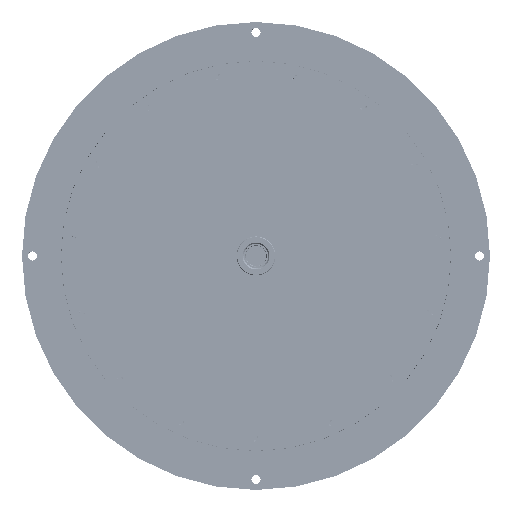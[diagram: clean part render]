
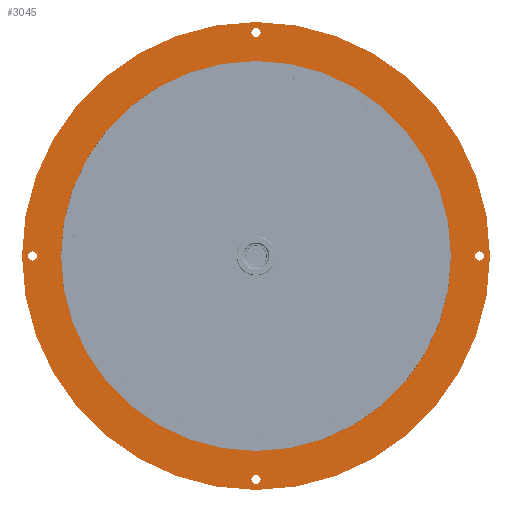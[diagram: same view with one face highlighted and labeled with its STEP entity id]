
A CAD part, top view. The second image highlights one B-rep face of the part: STEP entity #3045.
In plain terms, the highlighted planar face has unit normal (0, 0, 1).
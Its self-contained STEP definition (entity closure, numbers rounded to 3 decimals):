
#3045=ADVANCED_FACE('',(#8978,#8979,#8980,#8981,#8982,#8983),#8984,.F.);
#8978=FACE_OUTER_BOUND('',#20402,.T.);
#8979=FACE_BOUND('',#20403,.T.);
#8980=FACE_BOUND('',#20404,.T.);
#8981=FACE_BOUND('',#20405,.T.);
#8982=FACE_BOUND('',#20406,.T.);
#8983=FACE_BOUND('',#20407,.T.);
#8984=PLANE('',#20408);
#20402=EDGE_LOOP('',(#32017));
#20403=EDGE_LOOP('',(#32018));
#20404=EDGE_LOOP('',(#32019));
#20405=EDGE_LOOP('',(#32020));
#20406=EDGE_LOOP('',(#32021));
#20407=EDGE_LOOP('',(#32022));
#20408=AXIS2_PLACEMENT_3D('',#32023,#32024,#32025);
#32017=ORIENTED_EDGE('',*,*,#52089,.F.);
#32018=ORIENTED_EDGE('',*,*,#52090,.T.);
#32019=ORIENTED_EDGE('',*,*,#52091,.T.);
#32020=ORIENTED_EDGE('',*,*,#52092,.T.);
#32021=ORIENTED_EDGE('',*,*,#52093,.T.);
#32022=ORIENTED_EDGE('',*,*,#52094,.F.);
#32023=CARTESIAN_POINT('',(0.,0.,0.));
#32024=DIRECTION('',(0.0,0.,-1.0));
#32025=DIRECTION('',(-1.0,0.0,0.0));
#52089=EDGE_CURVE('',#59404,#59404,#59405,.T.);
#52090=EDGE_CURVE('',#59406,#59406,#59407,.T.);
#52091=EDGE_CURVE('',#59408,#59408,#59409,.T.);
#52092=EDGE_CURVE('',#59410,#59410,#59411,.T.);
#52093=EDGE_CURVE('',#59412,#59412,#59413,.T.);
#52094=EDGE_CURVE('',#59414,#59414,#59415,.T.);
#59404=VERTEX_POINT('',#70603);
#59405=CIRCLE('',#70604,180.022);
#59406=VERTEX_POINT('',#70605);
#59407=CIRCLE('',#70606,3.5);
#59408=VERTEX_POINT('',#70607);
#59409=CIRCLE('',#70608,3.5);
#59410=VERTEX_POINT('',#70609);
#59411=CIRCLE('',#70610,3.5);
#59412=VERTEX_POINT('',#70611);
#59413=CIRCLE('',#70612,3.5);
#59414=VERTEX_POINT('',#70613);
#59415=CIRCLE('',#70614,150.122);
#70603=CARTESIAN_POINT('',(-180.022,0.,0.));
#70604=AXIS2_PLACEMENT_3D('',#83189,#83190,#83191);
#70605=CARTESIAN_POINT('',(0.,-168.522,0.));
#70606=AXIS2_PLACEMENT_3D('',#83192,#83193,#83194);
#70607=CARTESIAN_POINT('',(-172.022,3.5,0.));
#70608=AXIS2_PLACEMENT_3D('',#83195,#83196,#83197);
#70609=CARTESIAN_POINT('',(0.,175.522,0.));
#70610=AXIS2_PLACEMENT_3D('',#83198,#83199,#83200);
#70611=CARTESIAN_POINT('',(172.022,3.5,0.));
#70612=AXIS2_PLACEMENT_3D('',#83201,#83202,#83203);
#70613=CARTESIAN_POINT('',(0.,150.122,0.));
#70614=AXIS2_PLACEMENT_3D('',#83204,#83205,#83206);
#83189=CARTESIAN_POINT('',(0.,0.,0.));
#83190=DIRECTION('',(0.0,0.,-1.0));
#83191=DIRECTION('',(-1.0,0.0,0.0));
#83192=CARTESIAN_POINT('',(0.,-172.022,0.));
#83193=DIRECTION('',(0.0,0.,-1.0));
#83194=DIRECTION('',(0.0,1.0,0.));
#83195=CARTESIAN_POINT('',(-172.022,0.,0.0));
#83196=DIRECTION('',(0.0,0.,-1.0));
#83197=DIRECTION('',(0.0,1.0,0.));
#83198=CARTESIAN_POINT('',(0.,172.022,0.));
#83199=DIRECTION('',(0.0,0.,-1.0));
#83200=DIRECTION('',(0.0,1.0,0.));
#83201=CARTESIAN_POINT('',(172.022,0.,0.0));
#83202=DIRECTION('',(0.0,0.,-1.0));
#83203=DIRECTION('',(0.0,1.0,0.));
#83204=CARTESIAN_POINT('',(0.,0.0,0.));
#83205=DIRECTION('',(0.0,0.,1.0));
#83206=DIRECTION('',(0.0,1.0,0.));
